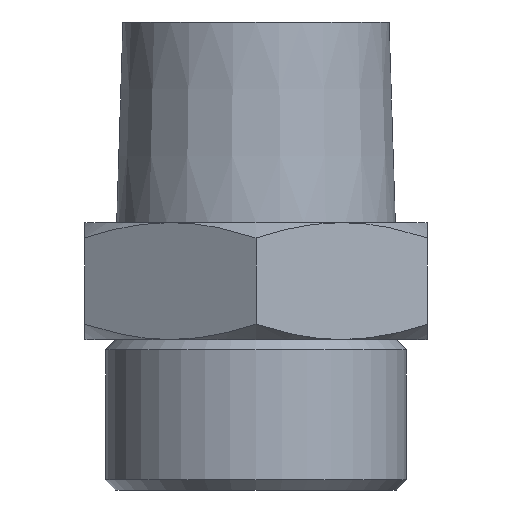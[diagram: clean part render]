
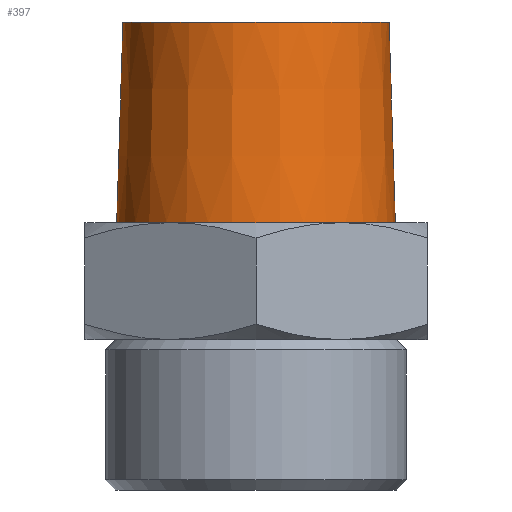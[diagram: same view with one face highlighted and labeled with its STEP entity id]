
A CAD part, front view. The second image highlights one B-rep face of the part: STEP entity #397.
In plain terms, the highlighted conical face has half-angle 1.788 degrees and reference radius 16.669 mm.
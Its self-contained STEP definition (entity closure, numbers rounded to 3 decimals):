
#56=CIRCLE('',#451,15.92);
#57=CIRCLE('',#452,16.669);
#99=ORIENTED_EDGE('',*,*,#205,.T.);
#100=ORIENTED_EDGE('',*,*,#206,.F.);
#205=EDGE_CURVE('',#250,#250,#56,.T.);
#206=EDGE_CURVE('',#251,#251,#57,.T.);
#250=VERTEX_POINT('',#728);
#251=VERTEX_POINT('',#730);
#297=EDGE_LOOP('',(#99));
#298=EDGE_LOOP('',(#100));
#339=FACE_BOUND('',#297,.T.);
#340=FACE_BOUND('',#298,.T.);
#381=CONICAL_SURFACE('',#450,16.669,0.031);
#397=ADVANCED_FACE('',(#339,#340),#381,.T.);
#450=AXIS2_PLACEMENT_3D('',#726,#525,#526);
#451=AXIS2_PLACEMENT_3D('',#727,#527,#528);
#452=AXIS2_PLACEMENT_3D('',#729,#529,#530);
#525=DIRECTION('',(0.,0.,-1.));
#526=DIRECTION('',(-1.,0.,0.));
#527=DIRECTION('',(0.,0.,-1.));
#528=DIRECTION('',(-1.,0.,0.));
#529=DIRECTION('',(0.,0.,-1.));
#530=DIRECTION('',(-1.,0.,0.));
#726=CARTESIAN_POINT('',(0.,0.,0.));
#727=CARTESIAN_POINT('',(0.,0.,24.));
#728=CARTESIAN_POINT('',(-15.92,0.,24.));
#729=CARTESIAN_POINT('',(0.,0.,0.));
#730=CARTESIAN_POINT('',(-16.669,0.,0.));
